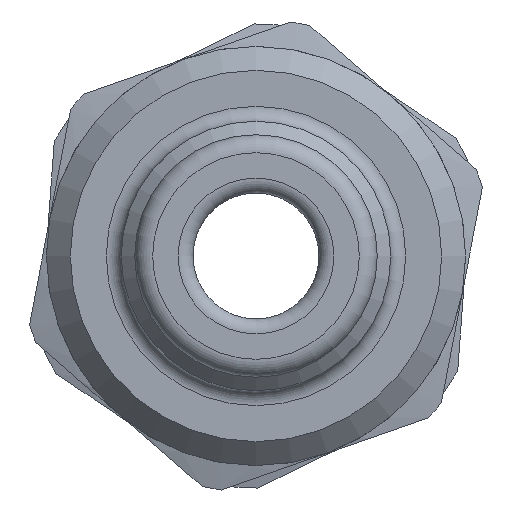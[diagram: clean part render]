
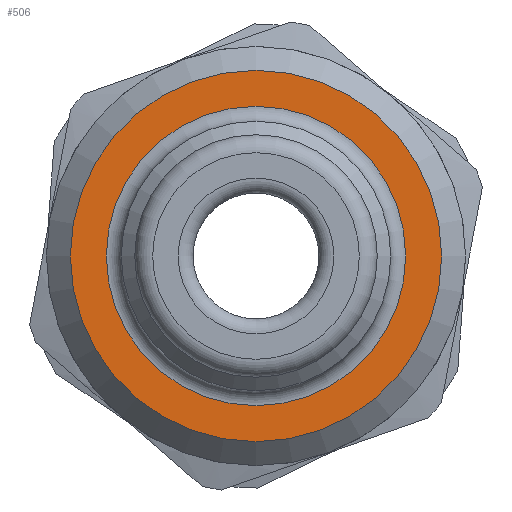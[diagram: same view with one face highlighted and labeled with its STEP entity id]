
A CAD part, left-side view. The second image highlights one B-rep face of the part: STEP entity #506.
In plain terms, the highlighted planar face has unit normal (-1, 0, 0).
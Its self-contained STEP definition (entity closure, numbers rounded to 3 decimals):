
#475=CARTESIAN_POINT('',(14.1,5.0,0.));
#476=VERTEX_POINT('',#475);
#477=CARTESIAN_POINT('',(14.1,0.0,0.0));
#478=DIRECTION('',(-1.0,0.0,0.0));
#479=DIRECTION('',(0.0,-1.0,0.0));
#480=AXIS2_PLACEMENT_3D('',#477,#478,#479);
#481=CIRCLE('',#480,5.0);
#482=EDGE_CURVE('',#476,#476,#481,.T.);
#487=CARTESIAN_POINT('',(14.1,5.75,0.0));
#488=DIRECTION('',(-1.0,0.0,0.0));
#489=DIRECTION('',(0.0,0.0,1.0));
#490=AXIS2_PLACEMENT_3D('',#487,#488,#489);
#491=PLANE('',#490);
#492=CARTESIAN_POINT('',(14.1,6.2,0.));
#493=VERTEX_POINT('',#492);
#494=CARTESIAN_POINT('',(14.1,0.0,0.0));
#495=DIRECTION('',(1.0,0.0,0.0));
#496=DIRECTION('',(0.0,-1.0,0.0));
#497=AXIS2_PLACEMENT_3D('',#494,#495,#496);
#498=CIRCLE('',#497,6.2);
#499=EDGE_CURVE('',#493,#493,#498,.T.);
#500=ORIENTED_EDGE('',*,*,#499,.F.);
#501=EDGE_LOOP('',(#500));
#502=FACE_OUTER_BOUND('',#501,.T.);
#503=ORIENTED_EDGE('',*,*,#482,.F.);
#504=EDGE_LOOP('',(#503));
#505=FACE_BOUND('',#504,.T.);
#506=ADVANCED_FACE('',(#502,#505),#491,.T.);
